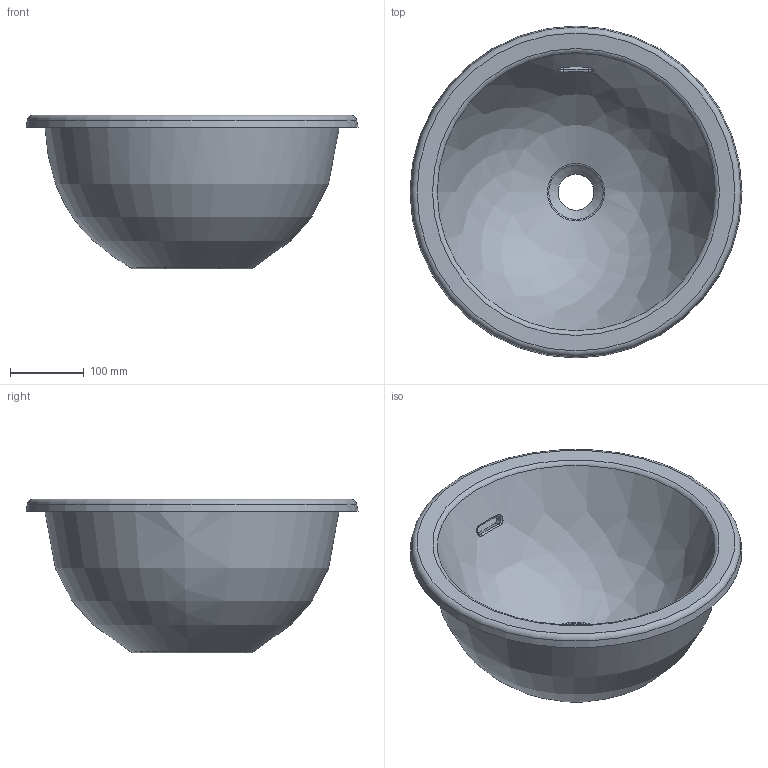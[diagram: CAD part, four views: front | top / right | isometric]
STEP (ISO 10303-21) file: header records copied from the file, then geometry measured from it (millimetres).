
FILE_DESCRIPTION(/* description */ (''),/* implementation_level */ '2;1');
FILE_NAME(/* name */ '4A6008_4A6000_4A6001_4A5200_4A5201.stp',/* time_stamp */ '2021-02-08T14:40:19+01:00',/* author */ (''),/* organization */ (''),/* preprocessor_version */ 'ST-DEVELOPER v16.7',/* originating_system */ 'SIEMENS PLM Software NX 1863',/* authorisation */ '');
FILE_SCHEMA (('AUTOMOTIVE_DESIGN { 1 0 10303 214 3 1 1 1 }'));
Length unit declared in the file: millimetre
Products named in the file (1): Sier0C2C7A15761g
Bounding box: 450 x 450 x 208.06 mm (x, y, z)
Volume: 8421157 mm3; surface area: 549756.4 mm2
Topology: 1 solids, 1 shells, 30 faces, 68 edges, 42 vertices
Faces by surface type: torus 13, bspline 9, plane 3, revolution 2, cone 2, cylinder 1
Full cylindrical faces by diameter (mm): 48.76 x1
Entity records: 1232 total; most frequent: CARTESIAN_POINT 642, DIRECTION 106, ORIENTED_EDGE 104, EDGE_CURVE 52, AXIS2_PLACEMENT_3D 52, EDGE_LOOP 46, VERTEX_POINT 38, CIRCLE 32
